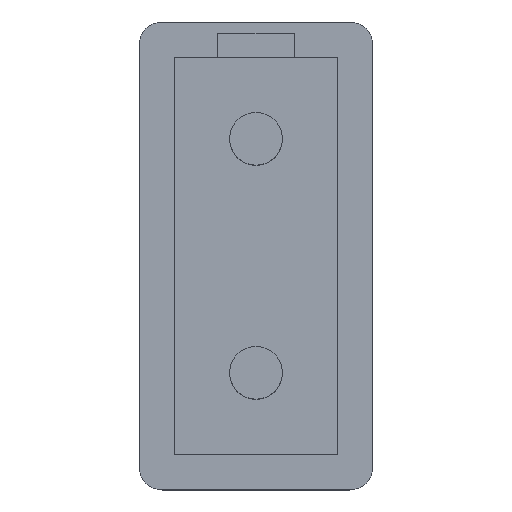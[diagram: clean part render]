
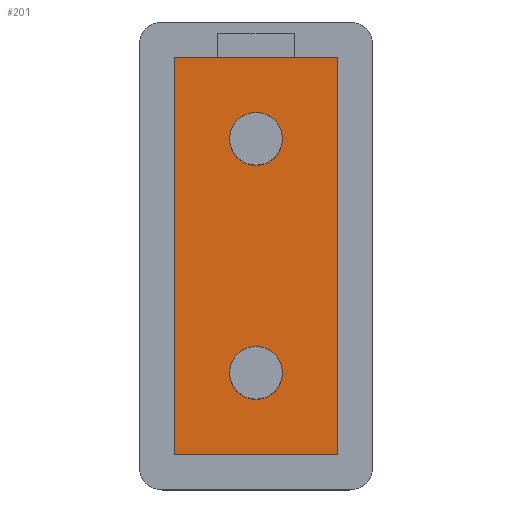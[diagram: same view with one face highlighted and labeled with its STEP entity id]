
A CAD part, top view. The second image highlights one B-rep face of the part: STEP entity #201.
In plain terms, the highlighted planar face has unit normal (0, 0, 1).
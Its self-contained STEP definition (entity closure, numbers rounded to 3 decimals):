
#201=ADVANCED_FACE('',(#233,#234,#235),#236,.T.);
#233=FACE_BOUND('',#300,.T.);
#234=FACE_BOUND('',#301,.T.);
#235=FACE_OUTER_BOUND('',#302,.T.);
#236=PLANE('',#303);
#300=EDGE_LOOP('',(#367));
#301=EDGE_LOOP('',(#368));
#302=EDGE_LOOP('',(#369,#370,#371,#372));
#303=AXIS2_PLACEMENT_3D('',#373,#374,#375);
#367=ORIENTED_EDGE('',*,*,#588,.F.);
#368=ORIENTED_EDGE('',*,*,#589,.F.);
#369=ORIENTED_EDGE('',*,*,#590,.T.);
#370=ORIENTED_EDGE('',*,*,#591,.T.);
#371=ORIENTED_EDGE('',*,*,#592,.T.);
#372=ORIENTED_EDGE('',*,*,#593,.T.);
#373=CARTESIAN_POINT('',(0.0,0.0,1.5));
#374=DIRECTION('',(0.0,0.0,1.0));
#375=DIRECTION('',(1.0,0.0,0.0));
#588=EDGE_CURVE('',#652,#652,#653,.T.);
#589=EDGE_CURVE('',#654,#654,#655,.T.);
#590=EDGE_CURVE('',#656,#657,#658,.T.);
#591=EDGE_CURVE('',#657,#659,#660,.T.);
#592=EDGE_CURVE('',#659,#661,#662,.T.);
#593=EDGE_CURVE('',#661,#656,#663,.T.);
#652=VERTEX_POINT('',#756);
#653=CIRCLE('',#757,2.25);
#654=VERTEX_POINT('',#758);
#655=CIRCLE('',#759,2.25);
#656=VERTEX_POINT('',#760);
#657=VERTEX_POINT('',#761);
#658=LINE('',#762,#763);
#659=VERTEX_POINT('',#764);
#660=LINE('',#765,#766);
#661=VERTEX_POINT('',#767);
#662=LINE('',#768,#769);
#663=LINE('',#770,#771);
#756=CARTESIAN_POINT('',(2.25,10.0,1.5));
#757=AXIS2_PLACEMENT_3D('',#904,#905,#906);
#758=CARTESIAN_POINT('',(2.25,-10.0,1.5));
#759=AXIS2_PLACEMENT_3D('',#907,#908,#909);
#760=CARTESIAN_POINT('',(-7.0,17.0,1.5));
#761=CARTESIAN_POINT('',(-7.0,-17.0,1.5));
#762=CARTESIAN_POINT('',(-7.0,0.,1.5));
#763=VECTOR('',#910,1.0);
#764=CARTESIAN_POINT('',(7.0,-17.0,1.5));
#765=CARTESIAN_POINT('',(0.0,-17.0,1.5));
#766=VECTOR('',#911,1.0);
#767=CARTESIAN_POINT('',(7.0,17.0,1.5));
#768=CARTESIAN_POINT('',(7.0,0.,1.5));
#769=VECTOR('',#912,1.0);
#770=CARTESIAN_POINT('',(0.,17.0,1.5));
#771=VECTOR('',#913,1.0);
#904=CARTESIAN_POINT('',(0.0,10.0,1.5));
#905=DIRECTION('',(0.0,0.0,1.0));
#906=DIRECTION('',(1.0,0.0,0.0));
#907=CARTESIAN_POINT('',(0.0,-10.0,1.5));
#908=DIRECTION('',(0.0,0.0,1.0));
#909=DIRECTION('',(1.0,0.0,0.0));
#910=DIRECTION('',(0.,-1.0,0.0));
#911=DIRECTION('',(1.0,0.0,0.0));
#912=DIRECTION('',(0.,1.0,0.0));
#913=DIRECTION('',(-1.0,0.,0.0));
